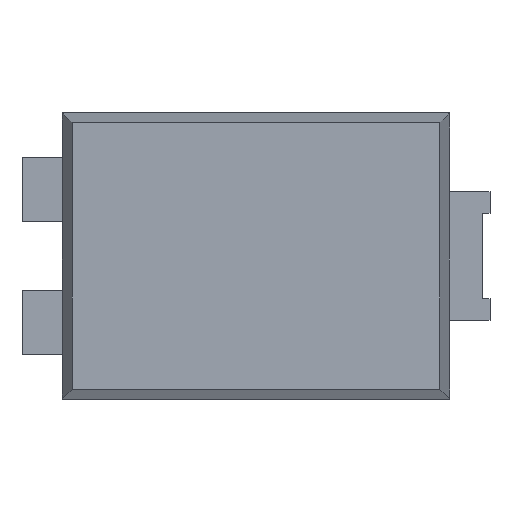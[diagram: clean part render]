
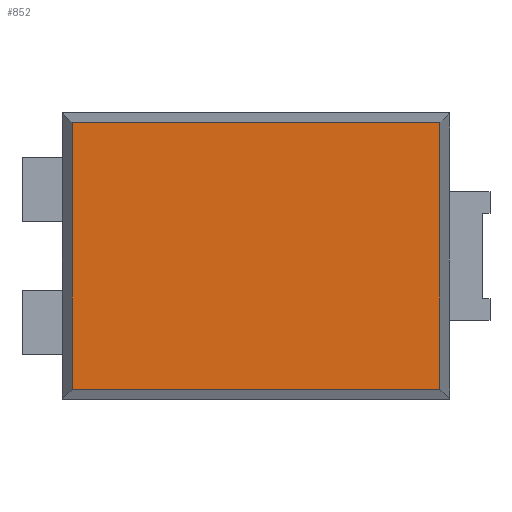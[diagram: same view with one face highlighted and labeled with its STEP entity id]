
A CAD part, top view. The second image highlights one B-rep face of the part: STEP entity #852.
In plain terms, the highlighted planar face has unit normal (0, 0, 1).
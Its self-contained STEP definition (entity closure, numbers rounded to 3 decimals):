
#691=CARTESIAN_POINT('',(-2.553,-1.853,1.15));
#692=VERTEX_POINT('',#691);
#693=CARTESIAN_POINT('',(-2.553,1.853,1.15));
#694=VERTEX_POINT('',#693);
#695=CARTESIAN_POINT('',(-2.553,-1.853,1.15));
#696=DIRECTION('',(0.0,1.0,0.0));
#697=VECTOR('',#696,3.705);
#698=LINE('',#695,#697);
#699=EDGE_CURVE('',#692,#694,#698,.T.);
#733=CARTESIAN_POINT('',(2.553,1.853,1.15));
#734=VERTEX_POINT('',#733);
#735=CARTESIAN_POINT('',(-2.553,1.853,1.15));
#736=DIRECTION('',(1.0,0.0,0.0));
#737=VECTOR('',#736,5.105);
#738=LINE('',#735,#737);
#739=EDGE_CURVE('',#694,#734,#738,.T.);
#764=CARTESIAN_POINT('',(2.553,-1.853,1.15));
#765=VERTEX_POINT('',#764);
#766=CARTESIAN_POINT('',(2.553,1.853,1.15));
#767=DIRECTION('',(0.0,-1.0,0.0));
#768=VECTOR('',#767,3.705);
#769=LINE('',#766,#768);
#770=EDGE_CURVE('',#734,#765,#769,.T.);
#795=CARTESIAN_POINT('',(2.553,-1.853,1.15));
#796=DIRECTION('',(-1.0,0.0,0.0));
#797=VECTOR('',#796,5.105);
#798=LINE('',#795,#797);
#799=EDGE_CURVE('',#765,#692,#798,.T.);
#841=CARTESIAN_POINT('',(0.0,0.0,1.15));
#842=DIRECTION('',(0.0,0.0,1.0));
#843=DIRECTION('',(1.0,0.0,0.0));
#844=AXIS2_PLACEMENT_3D('',#841,#842,#843);
#845=PLANE('',#844);
#846=ORIENTED_EDGE('',*,*,#699,.F.);
#847=ORIENTED_EDGE('',*,*,#799,.F.);
#848=ORIENTED_EDGE('',*,*,#770,.F.);
#849=ORIENTED_EDGE('',*,*,#739,.F.);
#850=EDGE_LOOP('',(#846,#847,#848,#849));
#851=FACE_OUTER_BOUND('',#850,.T.);
#852=ADVANCED_FACE('',(#851),#845,.T.);
